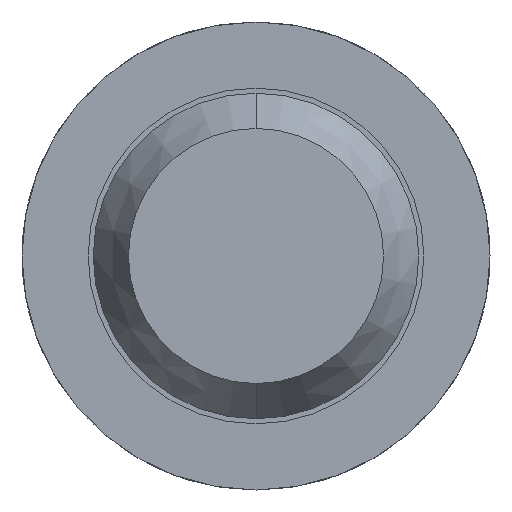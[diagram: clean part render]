
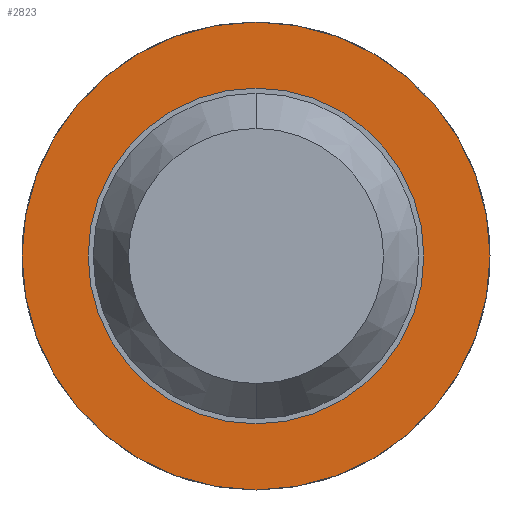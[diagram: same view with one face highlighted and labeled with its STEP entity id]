
A CAD part, front view. The second image highlights one B-rep face of the part: STEP entity #2823.
In plain terms, the highlighted planar face has unit normal (0, -1, 0).
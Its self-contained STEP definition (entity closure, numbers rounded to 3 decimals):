
#91 = DIRECTION ( 'NONE',  ( 0., 1., 0. ) ) ;
#217 = AXIS2_PLACEMENT_3D ( 'NONE', #2165, #1782, #1439 ) ;
#220 = DIRECTION ( 'NONE',  ( 0., 1., 0. ) ) ;
#267 = DIRECTION ( 'NONE',  ( 0., 0., 1. ) ) ;
#388 = CARTESIAN_POINT ( 'NONE',  ( 0.825, -1.7, 0. ) ) ;
#469 = ORIENTED_EDGE ( 'NONE', *, *, #1470, .T. ) ;
#492 = CIRCLE ( 'NONE', #4160, 1.15 ) ;
#516 = DIRECTION ( 'NONE',  ( 0., 0., 1. ) ) ;
#586 = AXIS2_PLACEMENT_3D ( 'NONE', #388, #91, #2176 ) ;
#719 = CARTESIAN_POINT ( 'NONE',  ( 0., -1.7, -1.15 ) ) ;
#858 = CARTESIAN_POINT ( 'NONE',  ( 0., -1.7, 0. ) ) ;
#993 = EDGE_LOOP ( 'NONE', ( #1427, #1920 ) ) ;
#1140 = FACE_OUTER_BOUND ( 'NONE', #993, .T. ) ;
#1297 = CIRCLE ( 'NONE', #2569, 1.15 ) ;
#1388 = AXIS2_PLACEMENT_3D ( 'NONE', #1609, #3036, #267 ) ;
#1392 = VERTEX_POINT ( 'NONE', #2956 ) ;
#1427 = ORIENTED_EDGE ( 'NONE', *, *, #1844, .F. ) ;
#1439 = DIRECTION ( 'NONE',  ( 0., 0., 1. ) ) ;
#1470 = EDGE_CURVE ( 'Defeature ausgef�hrt2_8+Defeature ausgef�hrt2_7+Defeature ausgef�hrt2_7+Defeature ausgef�hrt2_7', #4298, #4126, #3666, .T. ) ;
#1609 = CARTESIAN_POINT ( 'NONE',  ( 0., -1.7, 0. ) ) ;
#1782 = DIRECTION ( 'NONE',  ( 0., 1., 0. ) ) ;
#1844 = EDGE_CURVE ( 'Defeature ausgef�hrt2_4+Defeature ausgef�hrt2_8+Defeature ausgef�hrt2_8+Defeature ausgef�hrt2_8', #1392, #2348, #492, .T. ) ;
#1898 = DIRECTION ( 'NONE',  ( 0., 1., 0. ) ) ;
#1920 = ORIENTED_EDGE ( 'NONE', *, *, #4084, .F. ) ;
#2165 = CARTESIAN_POINT ( 'NONE',  ( 0., -1.7, 0. ) ) ;
#2176 = DIRECTION ( 'NONE',  ( 0., 0., 1. ) ) ;
#2339 = EDGE_CURVE ( 'Defeature ausgef�hrt2_8+Defeature ausgef�hrt2_7+Defeature ausgef�hrt2_7+Defeature ausgef�hrt2_7', #4126, #4298, #2547, .T. ) ;
#2348 = VERTEX_POINT ( 'NONE', #719 ) ;
#2547 = CIRCLE ( 'NONE', #217, 0.825 ) ;
#2569 = AXIS2_PLACEMENT_3D ( 'NONE', #858, #1898, #516 ) ;
#2823 = ADVANCED_FACE ( 'Defeature ausgef�hrt2_8', ( #1140, #3018 ), #4222, .F. ) ;
#2932 = DIRECTION ( 'NONE',  ( 0., 0., 1. ) ) ;
#2950 = CARTESIAN_POINT ( 'NONE',  ( 0., -1.7, 0. ) ) ;
#2956 = CARTESIAN_POINT ( 'NONE',  ( 0., -1.7, 1.15 ) ) ;
#3003 = ORIENTED_EDGE ( 'NONE', *, *, #2339, .T. ) ;
#3018 = FACE_BOUND ( 'NONE', #3581, .T. ) ;
#3036 = DIRECTION ( 'NONE',  ( 0., 1., 0. ) ) ;
#3060 = CARTESIAN_POINT ( 'NONE',  ( 0., -1.7, 0.825 ) ) ;
#3581 = EDGE_LOOP ( 'NONE', ( #469, #3003 ) ) ;
#3666 = CIRCLE ( 'NONE', #1388, 0.825 ) ;
#4084 = EDGE_CURVE ( 'Defeature ausgef�hrt2_4+Defeature ausgef�hrt2_8+Defeature ausgef�hrt2_8+Defeature ausgef�hrt2_8', #2348, #1392, #1297, .T. ) ;
#4126 = VERTEX_POINT ( 'NONE', #4316 ) ;
#4160 = AXIS2_PLACEMENT_3D ( 'NONE', #2950, #220, #2932 ) ;
#4222 = PLANE ( 'NONE',  #586 ) ;
#4298 = VERTEX_POINT ( 'NONE', #3060 ) ;
#4316 = CARTESIAN_POINT ( 'NONE',  ( 0., -1.7, -0.825 ) ) ;
